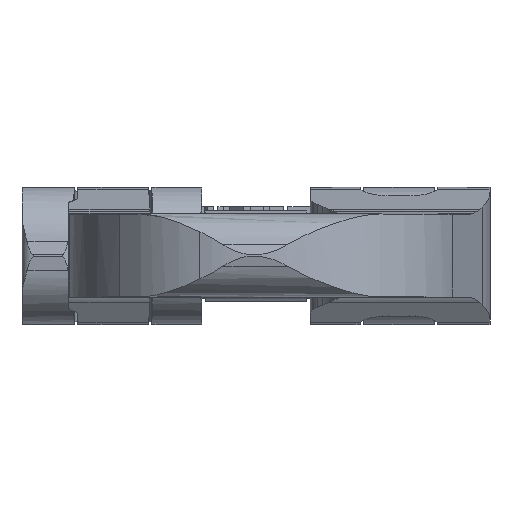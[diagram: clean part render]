
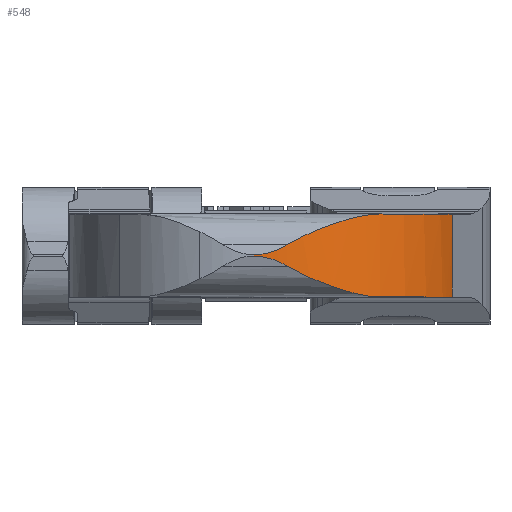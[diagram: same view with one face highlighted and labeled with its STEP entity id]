
A CAD part, top view. The second image highlights one B-rep face of the part: STEP entity #548.
In plain terms, the highlighted cylindrical face has radius 24.636 mm (diameter 49.272 mm), a partial arc.
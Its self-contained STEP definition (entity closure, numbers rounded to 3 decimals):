
#548=ADVANCED_FACE('',(#1328),#1329,.T.);
#1328=FACE_OUTER_BOUND('',#2690,.T.);
#1329=CYLINDRICAL_SURFACE('',#2691,24.636);
#2690=EDGE_LOOP('',(#4995,#4996,#4997,#4998,#4999,#5000,#5001,#5002,#5003));
#2691=AXIS2_PLACEMENT_3D('',#5004,#5005,#5006);
#4995=ORIENTED_EDGE('',*,*,#7215,.T.);
#4996=ORIENTED_EDGE('',*,*,#7477,.T.);
#4997=ORIENTED_EDGE('',*,*,#7425,.T.);
#4998=ORIENTED_EDGE('',*,*,#7419,.T.);
#4999=ORIENTED_EDGE('',*,*,#7414,.T.);
#5000=ORIENTED_EDGE('',*,*,#7474,.F.);
#5001=ORIENTED_EDGE('',*,*,#7213,.T.);
#5002=ORIENTED_EDGE('',*,*,#7208,.T.);
#5003=ORIENTED_EDGE('',*,*,#7203,.T.);
#5004=CARTESIAN_POINT('',(-0.575,0.0,17.194));
#5005=DIRECTION('',(0.0,-1.0,0.0));
#5006=DIRECTION('',(0.,0.0,1.0));
#7203=EDGE_CURVE('',#8526,#8524,#8527,.T.);
#7208=EDGE_CURVE('',#8534,#8526,#8535,.T.);
#7213=EDGE_CURVE('',#8540,#8534,#8542,.T.);
#7215=EDGE_CURVE('',#8524,#8544,#8545,.T.);
#7414=EDGE_CURVE('',#8883,#8880,#8884,.T.);
#7419=EDGE_CURVE('',#8891,#8883,#8892,.T.);
#7425=EDGE_CURVE('',#8901,#8891,#8902,.T.);
#7474=EDGE_CURVE('',#8540,#8880,#8961,.T.);
#7477=EDGE_CURVE('',#8544,#8901,#8964,.T.);
#8524=VERTEX_POINT('',#10475);
#8526=VERTEX_POINT('',#10478);
#8527=CIRCLE('',#10479,24.636);
#8534=VERTEX_POINT('',#10514);
#8535=B_SPLINE_CURVE_WITH_KNOTS('',3,(#10515,#10516,#10517,#10518,#10519,#10520,#10521,#10522,#10523,#10524,#10525,#10526),.UNSPECIFIED.,.F.,.F.,(4,2,2,2,2,4),(2.461,2.512,2.834,3.156,3.478,3.676),.UNSPECIFIED.);
#8540=VERTEX_POINT('',#10539);
#8542=ELLIPSE('',#10541,95.186,24.636);
#8544=VERTEX_POINT('',#10543);
#8545=CIRCLE('',#10544,24.636);
#8880=VERTEX_POINT('',#11205);
#8883=VERTEX_POINT('',#11208);
#8884=ELLIPSE('',#11209,95.186,24.636);
#8891=VERTEX_POINT('',#11229);
#8892=B_SPLINE_CURVE_WITH_KNOTS('',3,(#11230,#11231,#11232,#11233,#11234,#11235,#11236,#11237,#11238,#11239,#11240,#11241),.UNSPECIFIED.,.F.,.F.,(4,2,2,2,2,4),(0.903,1.101,1.423,1.745,2.067,2.119),.UNSPECIFIED.);
#8901=VERTEX_POINT('',#11281);
#8902=CIRCLE('',#11282,24.636);
#8961=LINE('',#11418,#11419);
#8964=LINE('',#11423,#11424);
#10475=CARTESIAN_POINT('',(21.756,3.2,27.601));
#10478=CARTESIAN_POINT('',(14.343,3.2,36.8));
#10479=AXIS2_PLACEMENT_3D('',#14069,#14070,#14071);
#10514=CARTESIAN_POINT('',(3.419,6.81,41.504));
#10515=CARTESIAN_POINT('',(3.419,6.81,41.504));
#10516=CARTESIAN_POINT('',(3.576,6.713,41.478));
#10517=CARTESIAN_POINT('',(3.732,6.623,41.451));
#10518=CARTESIAN_POINT('',(4.806,6.026,41.254));
#10519=CARTESIAN_POINT('',(5.798,5.574,41.015));
#10520=CARTESIAN_POINT('',(7.798,4.735,40.387));
#10521=CARTESIAN_POINT('',(8.81,4.356,39.999));
#10522=CARTESIAN_POINT('',(10.793,3.73,39.078));
#10523=CARTESIAN_POINT('',(11.764,3.483,38.546));
#10524=CARTESIAN_POINT('',(13.259,3.25,37.591));
#10525=CARTESIAN_POINT('',(13.812,3.2,37.204));
#10526=CARTESIAN_POINT('',(14.343,3.2,36.8));
#10539=CARTESIAN_POINT('',(-0.575,8.026,41.83));
#10541=AXIS2_PLACEMENT_3D('',#14077,#14078,#14079);
#10543=CARTESIAN_POINT('',(22.899,3.2,24.671));
#10544=AXIS2_PLACEMENT_3D('',#14080,#14081,#14082);
#11205=CARTESIAN_POINT('',(-0.575,8.174,41.83));
#11208=CARTESIAN_POINT('',(3.419,9.39,41.504));
#11209=AXIS2_PLACEMENT_3D('',#14356,#14357,#14358);
#11229=CARTESIAN_POINT('',(14.343,13.,36.8));
#11230=CARTESIAN_POINT('',(14.343,13.,36.8));
#11231=CARTESIAN_POINT('',(13.812,13.,37.204));
#11232=CARTESIAN_POINT('',(13.259,12.95,37.591));
#11233=CARTESIAN_POINT('',(11.764,12.717,38.546));
#11234=CARTESIAN_POINT('',(10.793,12.47,39.078));
#11235=CARTESIAN_POINT('',(8.81,11.844,39.999));
#11236=CARTESIAN_POINT('',(7.798,11.465,40.387));
#11237=CARTESIAN_POINT('',(5.798,10.626,41.015));
#11238=CARTESIAN_POINT('',(4.806,10.174,41.254));
#11239=CARTESIAN_POINT('',(3.732,9.577,41.451));
#11240=CARTESIAN_POINT('',(3.576,9.487,41.478));
#11241=CARTESIAN_POINT('',(3.419,9.39,41.504));
#11281=CARTESIAN_POINT('',(22.899,13.,24.671));
#11282=AXIS2_PLACEMENT_3D('',#14364,#14365,#14366);
#11418=CARTESIAN_POINT('',(-0.575,0.0,41.83));
#11419=VECTOR('',#14407,10.0);
#11423=CARTESIAN_POINT('',(22.899,0.0,24.671));
#11424=VECTOR('',#14409,10.0);
#14069=CARTESIAN_POINT('',(-0.575,3.2,17.194));
#14070=DIRECTION('',(0.,1.,0.));
#14071=DIRECTION('',(0.,0.,1.));
#14077=CARTESIAN_POINT('',(-0.575,-83.917,17.194));
#14078=DIRECTION('',(0.,0.259,-0.966));
#14079=DIRECTION('',(0.,0.966,0.259));
#14080=CARTESIAN_POINT('',(-0.575,3.2,17.194));
#14081=DIRECTION('',(0.,1.0,0.));
#14082=DIRECTION('',(0.,0.,1.0));
#14356=CARTESIAN_POINT('',(-0.575,100.117,17.194));
#14357=DIRECTION('',(0.,-0.259,-0.966));
#14358=DIRECTION('',(0.,-0.966,0.259));
#14364=CARTESIAN_POINT('',(-0.575,13.,17.194));
#14365=DIRECTION('',(0.,-1.0,0.));
#14366=DIRECTION('',(0.,0.0,1.0));
#14407=DIRECTION('',(0.0,1.0,0.0));
#14409=DIRECTION('',(0.0,1.0,0.0));
